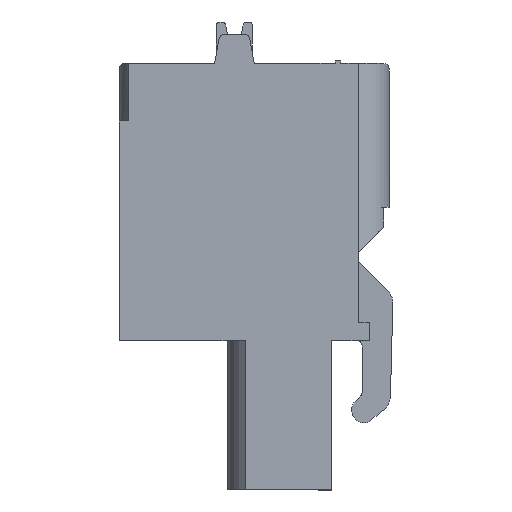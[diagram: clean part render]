
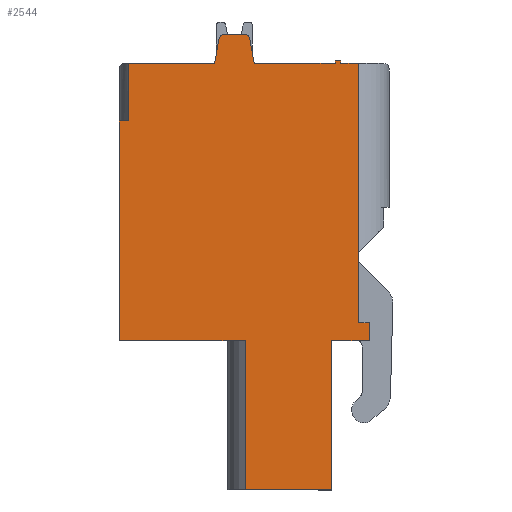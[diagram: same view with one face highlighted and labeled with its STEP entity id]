
A CAD part, left-side view. The second image highlights one B-rep face of the part: STEP entity #2544.
In plain terms, the highlighted planar face has unit normal (-1, 0, 0).
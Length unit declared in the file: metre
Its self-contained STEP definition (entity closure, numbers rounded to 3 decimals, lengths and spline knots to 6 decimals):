
#2544=ADVANCED_FACE('',(#5394),#5395,.F.);
#5394=FACE_OUTER_BOUND('',#8582,.T.);
#5395=PLANE('',#8583);
#8582=EDGE_LOOP('',(#16309,#16310,#16311,#16312,#16313,#16314,#16315,#16316,#16317,#16318,#16319,#16320,#16321,#16322,#16323,#16324,#16325,#16326,#16327,#16328,#16329,#16330));
#8583=AXIS2_PLACEMENT_3D('',#16331,#16332,#16333);
#16309=ORIENTED_EDGE('',*,*,#22107,.T.);
#16310=ORIENTED_EDGE('',*,*,#22108,.T.);
#16311=ORIENTED_EDGE('',*,*,#22109,.T.);
#16312=ORIENTED_EDGE('',*,*,#22110,.F.);
#16313=ORIENTED_EDGE('',*,*,#22111,.F.);
#16314=ORIENTED_EDGE('',*,*,#22073,.T.);
#16315=ORIENTED_EDGE('',*,*,#22014,.T.);
#16316=ORIENTED_EDGE('',*,*,#22010,.T.);
#16317=ORIENTED_EDGE('',*,*,#22007,.T.);
#16318=ORIENTED_EDGE('',*,*,#22079,.T.);
#16319=ORIENTED_EDGE('',*,*,#22112,.F.);
#16320=ORIENTED_EDGE('',*,*,#22082,.F.);
#16321=ORIENTED_EDGE('',*,*,#22064,.F.);
#16322=ORIENTED_EDGE('',*,*,#20420,.T.);
#16323=ORIENTED_EDGE('',*,*,#20473,.T.);
#16324=ORIENTED_EDGE('',*,*,#22062,.T.);
#16325=ORIENTED_EDGE('',*,*,#22113,.T.);
#16326=ORIENTED_EDGE('',*,*,#22048,.T.);
#16327=ORIENTED_EDGE('',*,*,#22114,.T.);
#16328=ORIENTED_EDGE('',*,*,#22025,.T.);
#16329=ORIENTED_EDGE('',*,*,#22032,.F.);
#16330=ORIENTED_EDGE('',*,*,#20298,.T.);
#16331=CARTESIAN_POINT('',(-0.59496,0.0112,-0.0215));
#16332=DIRECTION('',(1.0,0.,0.));
#16333=DIRECTION('',(0.0,1.0,0.));
#20298=EDGE_CURVE('',#24779,#24777,#24780,.T.);
#20420=EDGE_CURVE('',#24998,#24995,#24999,.T.);
#20473=EDGE_CURVE('',#24995,#25092,#25094,.T.);
#22007=EDGE_CURVE('',#27335,#27333,#27336,.T.);
#22010=EDGE_CURVE('',#27339,#27335,#27340,.T.);
#22014=EDGE_CURVE('',#27345,#27339,#27346,.T.);
#22025=EDGE_CURVE('',#27360,#27362,#27364,.T.);
#22032=EDGE_CURVE('',#24779,#27362,#27371,.T.);
#22048=EDGE_CURVE('',#27396,#27394,#27397,.T.);
#22062=EDGE_CURVE('',#25092,#27414,#27416,.T.);
#22064=EDGE_CURVE('',#24998,#27418,#27419,.T.);
#22073=EDGE_CURVE('',#27429,#27345,#27430,.T.);
#22079=EDGE_CURVE('',#27333,#27437,#27438,.T.);
#22082=EDGE_CURVE('',#27418,#27441,#27442,.T.);
#22107=EDGE_CURVE('',#24777,#27474,#27475,.T.);
#22108=EDGE_CURVE('',#27474,#27476,#27477,.T.);
#22109=EDGE_CURVE('',#27476,#27478,#27479,.T.);
#22110=EDGE_CURVE('',#27480,#27478,#27481,.T.);
#22111=EDGE_CURVE('',#27429,#27480,#27482,.T.);
#22112=EDGE_CURVE('',#27441,#27437,#27483,.T.);
#22113=EDGE_CURVE('',#27414,#27396,#27484,.T.);
#22114=EDGE_CURVE('',#27394,#27360,#27485,.T.);
#24777=VERTEX_POINT('',#31147);
#24779=VERTEX_POINT('',#31150);
#24780=LINE('',#31151,#31152);
#24995=VERTEX_POINT('',#31479);
#24998=VERTEX_POINT('',#31483);
#24999=LINE('',#31484,#31485);
#25092=VERTEX_POINT('',#31626);
#25094=LINE('',#31629,#31630);
#27333=VERTEX_POINT('',#34785);
#27335=VERTEX_POINT('',#34788);
#27336=CIRCLE('',#34789,0.0003);
#27339=VERTEX_POINT('',#34793);
#27340=LINE('',#34794,#34795);
#27345=VERTEX_POINT('',#34802);
#27346=CIRCLE('',#34803,0.0003);
#27360=VERTEX_POINT('',#34820);
#27362=VERTEX_POINT('',#34823);
#27364=LINE('',#34826,#34827);
#27371=LINE('',#34836,#34837);
#27394=VERTEX_POINT('',#34865);
#27396=VERTEX_POINT('',#34868);
#27397=LINE('',#34869,#34870);
#27414=VERTEX_POINT('',#34894);
#27416=LINE('',#34897,#34898);
#27418=VERTEX_POINT('',#34900);
#27419=LINE('',#34901,#34902);
#27429=VERTEX_POINT('',#34916);
#27430=LINE('',#34917,#34918);
#27437=VERTEX_POINT('',#34928);
#27438=LINE('',#34929,#34930);
#27441=VERTEX_POINT('',#34934);
#27442=LINE('',#34935,#34936);
#27474=VERTEX_POINT('',#34982);
#27475=LINE('',#34983,#34984);
#27476=VERTEX_POINT('',#34985);
#27477=LINE('',#34986,#34987);
#27478=VERTEX_POINT('',#34988);
#27479=LINE('',#34989,#34990);
#27480=VERTEX_POINT('',#34991);
#27481=LINE('',#34992,#34993);
#27482=LINE('',#34994,#34995);
#27483=LINE('',#34996,#34997);
#27484=LINE('',#34998,#34999);
#27485=LINE('',#35000,#35001);
#31147=CARTESIAN_POINT('',(-0.59496,-0.0013,-0.0083));
#31150=CARTESIAN_POINT('',(-0.59496,-0.0013,-0.0227));
#31151=CARTESIAN_POINT('',(-0.59496,-0.0013,-0.0238));
#31152=VECTOR('',#37758,1.0);
#31479=CARTESIAN_POINT('',(-0.59496,0.012,-0.0237));
#31483=CARTESIAN_POINT('',(-0.59496,0.012,-0.0115));
#31484=CARTESIAN_POINT('',(-0.59496,0.012,-0.0238));
#31485=VECTOR('',#37850,1.0);
#31626=CARTESIAN_POINT('',(-0.59496,0.005,-0.0237));
#31629=CARTESIAN_POINT('',(-0.59496,0.005,-0.0237));
#31630=VECTOR('',#37906,1.0);
#34785=CARTESIAN_POINT('',(-0.59496,0.006462,-0.006948));
#34788=CARTESIAN_POINT('',(-0.59496,0.006166,-0.0067));
#34789=AXIS2_PLACEMENT_3D('',#39434,#39435,#39436);
#34793=CARTESIAN_POINT('',(-0.59496,0.005034,-0.0067));
#34794=CARTESIAN_POINT('',(-0.59496,0.004822,-0.0067));
#34795=VECTOR('',#39438,1.0);
#34802=CARTESIAN_POINT('',(-0.59496,0.004738,-0.006948));
#34803=AXIS2_PLACEMENT_3D('',#39441,#39442,#39443);
#34820=CARTESIAN_POINT('',(-0.59496,-0.0019,-0.0237));
#34823=CARTESIAN_POINT('',(-0.59496,-0.0019,-0.0227));
#34826=CARTESIAN_POINT('',(-0.59496,-0.0019,-0.0238));
#34827=VECTOR('',#39458,1.0);
#34836=CARTESIAN_POINT('',(-0.59496,-0.0003,-0.0227));
#34837=VECTOR('',#39461,1.0);
#34865=CARTESIAN_POINT('',(-0.59496,0.0002,-0.0237));
#34868=CARTESIAN_POINT('',(-0.59496,0.0002,-0.032));
#34869=CARTESIAN_POINT('',(-0.59496,0.0002,-0.0237));
#34870=VECTOR('',#39483,1.0);
#34894=CARTESIAN_POINT('',(-0.59496,0.005,-0.032));
#34897=CARTESIAN_POINT('',(-0.59496,0.005,-0.032));
#34898=VECTOR('',#39495,1.0);
#34900=CARTESIAN_POINT('',(-0.59496,0.0115,-0.0115));
#34901=CARTESIAN_POINT('',(-0.59496,0.0092,-0.0115));
#34902=VECTOR('',#39496,1.0);
#34916=CARTESIAN_POINT('',(-0.59496,0.0045,-0.0083));
#34917=CARTESIAN_POINT('',(-0.59496,0.004782,-0.0067));
#34918=VECTOR('',#39501,1.0);
#34928=CARTESIAN_POINT('',(-0.59496,0.0067,-0.0083));
#34929=CARTESIAN_POINT('',(-0.59496,0.0067,-0.0083));
#34930=VECTOR('',#39505,1.0);
#34934=CARTESIAN_POINT('',(-0.59496,0.0115,-0.0083));
#34935=CARTESIAN_POINT('',(-0.59496,0.0115,-0.0115));
#34936=VECTOR('',#39507,1.0);
#34982=CARTESIAN_POINT('',(-0.59496,-0.0003,-0.0083));
#34983=CARTESIAN_POINT('',(-0.59496,0.0117,-0.0083));
#34984=VECTOR('',#39528,1.0);
#34985=CARTESIAN_POINT('',(-0.59496,-0.0003,-0.00815));
#34986=CARTESIAN_POINT('',(-0.59496,-0.0003,-0.0215));
#34987=VECTOR('',#39529,1.0);
#34988=CARTESIAN_POINT('',(-0.59496,0.,-0.00815));
#34989=CARTESIAN_POINT('',(-0.59496,0.,-0.00815));
#34990=VECTOR('',#39530,1.0);
#34991=CARTESIAN_POINT('',(-0.59496,0.,-0.0083));
#34992=CARTESIAN_POINT('',(-0.59496,0.,-0.0083));
#34993=VECTOR('',#39531,1.0);
#34994=CARTESIAN_POINT('',(-0.59496,0.0115,-0.0083));
#34995=VECTOR('',#39532,1.0);
#34996=CARTESIAN_POINT('',(-0.59496,0.0115,-0.0083));
#34997=VECTOR('',#39533,1.0);
#34998=CARTESIAN_POINT('',(-0.59496,0.0002,-0.032));
#34999=VECTOR('',#39534,1.0);
#35000=CARTESIAN_POINT('',(-0.59496,-0.0007,-0.0237));
#35001=VECTOR('',#39535,1.0);
#37758=DIRECTION('',(0.,0.,1.0));
#37850=DIRECTION('',(0.,0.,-1.0));
#37906=DIRECTION('',(0.0,-1.0,0.0));
#39434=CARTESIAN_POINT('',(-0.59496,0.006166,-0.007));
#39435=DIRECTION('',(-1.0,0.0,0.));
#39436=DIRECTION('',(0.,0.0,-1.0));
#39438=DIRECTION('',(0.0,1.0,0.0));
#39441=CARTESIAN_POINT('',(-0.59496,0.005034,-0.007));
#39442=DIRECTION('',(-1.0,0.0,0.));
#39443=DIRECTION('',(0.,0.0,-1.0));
#39458=DIRECTION('',(0.,0.,1.0));
#39461=DIRECTION('',(0.,-1.0,0.));
#39483=DIRECTION('',(0.0,0.0,1.0));
#39495=DIRECTION('',(0.0,0.,-1.0));
#39496=DIRECTION('',(0.,-1.0,0.));
#39501=DIRECTION('',(0.,0.174,0.985));
#39505=DIRECTION('',(0.,0.174,-0.985));
#39507=DIRECTION('',(0.,0.0,1.0));
#39528=DIRECTION('',(0.,1.0,0.));
#39529=DIRECTION('',(0.,0.0,1.0));
#39530=DIRECTION('',(0.0,1.0,0.0));
#39531=DIRECTION('',(0.,0.0,1.0));
#39532=DIRECTION('',(0.0,-1.0,0.0));
#39533=DIRECTION('',(0.0,-1.0,0.0));
#39534=DIRECTION('',(0.0,-1.0,0.));
#39535=DIRECTION('',(0.0,-1.0,0.0));
